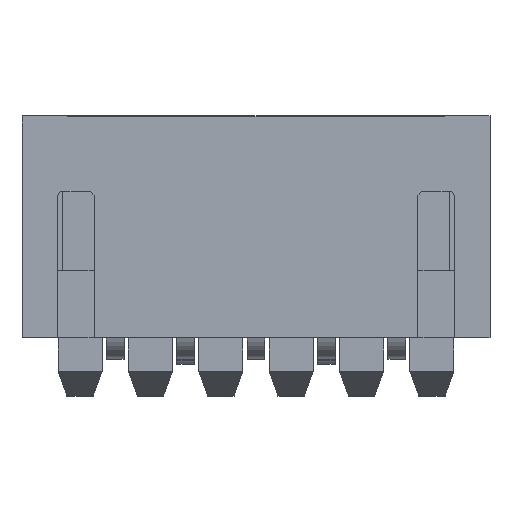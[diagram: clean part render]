
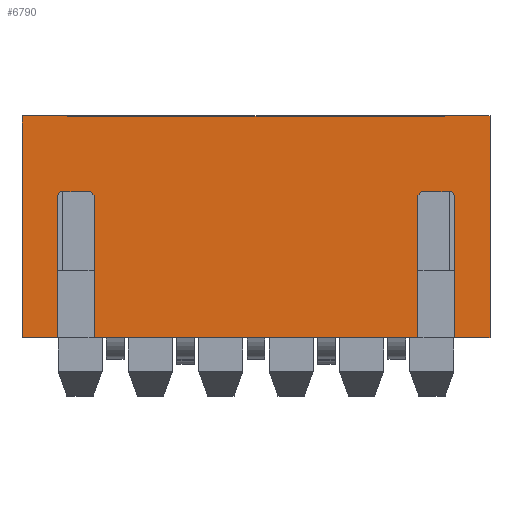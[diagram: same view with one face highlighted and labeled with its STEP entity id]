
A CAD part, top view. The second image highlights one B-rep face of the part: STEP entity #6790.
In plain terms, the highlighted planar face has unit normal (0, 0, 1).
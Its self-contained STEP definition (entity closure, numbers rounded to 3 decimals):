
#2133=DIRECTION('',(0.,-1.,0.));
#2134=VECTOR('',#2133,0.01);
#2135=CARTESIAN_POINT('',(-5.35,3.,3.95));
#2136=LINE('',#2135,#2134);
#2137=DIRECTION('',(1.,0.,0.));
#2138=VECTOR('',#2137,10.7);
#2139=CARTESIAN_POINT('',(-5.35,2.99,3.95));
#2140=LINE('',#2139,#2138);
#2141=DIRECTION('',(0.,-1.,0.));
#2142=VECTOR('',#2141,0.01);
#2143=CARTESIAN_POINT('',(5.35,3.,3.95));
#2144=LINE('',#2143,#2142);
#2145=DIRECTION('',(-1.,0.,0.));
#2146=VECTOR('',#2145,1.3);
#2147=CARTESIAN_POINT('',(6.65,3.,3.95));
#2148=LINE('',#2147,#2146);
#2149=DIRECTION('',(0.,1.,0.));
#2150=VECTOR('',#2149,6.3);
#2151=CARTESIAN_POINT('',(6.65,-3.3,3.95));
#2152=LINE('',#2151,#2150);
#2153=DIRECTION('',(1.,0.,0.));
#2154=VECTOR('',#2153,1.);
#2155=CARTESIAN_POINT('',(5.65,-3.3,3.95));
#2156=LINE('',#2155,#2154);
#2157=DIRECTION('',(0.,1.,0.));
#2158=VECTOR('',#2157,4.05);
#2159=CARTESIAN_POINT('',(5.65,-3.3,3.95));
#2160=LINE('',#2159,#2158);
#2161=DIRECTION('',(-0.707,0.707,0.));
#2162=VECTOR('',#2161,0.141);
#2163=CARTESIAN_POINT('',(5.65,0.75,3.95));
#2164=LINE('',#2163,#2162);
#2165=DIRECTION('',(-1.,0.,0.));
#2166=VECTOR('',#2165,0.85);
#2167=CARTESIAN_POINT('',(5.55,0.85,3.95));
#2168=LINE('',#2167,#2166);
#2169=DIRECTION('',(-0.707,-0.707,0.));
#2170=VECTOR('',#2169,0.141);
#2171=CARTESIAN_POINT('',(4.7,0.85,3.95));
#2172=LINE('',#2171,#2170);
#2173=DIRECTION('',(0.,-1.,0.));
#2174=VECTOR('',#2173,4.05);
#2175=CARTESIAN_POINT('',(4.6,0.75,3.95));
#2176=LINE('',#2175,#2174);
#2177=DIRECTION('',(1.,0.,0.));
#2178=VECTOR('',#2177,9.2);
#2179=CARTESIAN_POINT('',(-4.6,-3.3,3.95));
#2180=LINE('',#2179,#2178);
#2181=DIRECTION('',(0.,1.,0.));
#2182=VECTOR('',#2181,4.05);
#2183=CARTESIAN_POINT('',(-4.6,-3.3,3.95));
#2184=LINE('',#2183,#2182);
#2185=DIRECTION('',(-0.707,0.707,0.));
#2186=VECTOR('',#2185,0.141);
#2187=CARTESIAN_POINT('',(-4.6,0.75,3.95));
#2188=LINE('',#2187,#2186);
#2189=DIRECTION('',(-1.,0.,0.));
#2190=VECTOR('',#2189,0.85);
#2191=CARTESIAN_POINT('',(-4.7,0.85,3.95));
#2192=LINE('',#2191,#2190);
#2193=DIRECTION('',(-0.707,-0.707,0.));
#2194=VECTOR('',#2193,0.141);
#2195=CARTESIAN_POINT('',(-5.55,0.85,3.95));
#2196=LINE('',#2195,#2194);
#2197=DIRECTION('',(0.,-1.,0.));
#2198=VECTOR('',#2197,4.05);
#2199=CARTESIAN_POINT('',(-5.65,0.75,3.95));
#2200=LINE('',#2199,#2198);
#2201=DIRECTION('',(1.,0.,0.));
#2202=VECTOR('',#2201,1.);
#2203=CARTESIAN_POINT('',(-6.65,-3.3,3.95));
#2204=LINE('',#2203,#2202);
#2205=DIRECTION('',(0.,-1.,0.));
#2206=VECTOR('',#2205,6.3);
#2207=CARTESIAN_POINT('',(-6.65,3.,3.95));
#2208=LINE('',#2207,#2206);
#2209=DIRECTION('',(-1.,0.,0.));
#2210=VECTOR('',#2209,1.3);
#2211=CARTESIAN_POINT('',(-5.35,3.,3.95));
#2212=LINE('',#2211,#2210);
#2901=CARTESIAN_POINT('',(6.65,-3.3,3.95));
#2902=CARTESIAN_POINT('',(6.65,3.,3.95));
#2903=VERTEX_POINT('',#2901);
#2904=VERTEX_POINT('',#2902);
#2905=CARTESIAN_POINT('',(-6.65,3.,3.95));
#2906=CARTESIAN_POINT('',(-6.65,-3.3,3.95));
#2907=VERTEX_POINT('',#2905);
#2908=VERTEX_POINT('',#2906);
#2965=CARTESIAN_POINT('',(-5.65,0.75,3.95));
#2966=CARTESIAN_POINT('',(-5.65,-3.3,3.95));
#2967=VERTEX_POINT('',#2965);
#2968=VERTEX_POINT('',#2966);
#2969=CARTESIAN_POINT('',(-4.6,-3.3,3.95));
#2970=CARTESIAN_POINT('',(-4.6,0.75,3.95));
#2971=VERTEX_POINT('',#2969);
#2972=VERTEX_POINT('',#2970);
#2973=CARTESIAN_POINT('',(-4.7,0.85,3.95));
#2974=VERTEX_POINT('',#2973);
#2975=CARTESIAN_POINT('',(-5.55,0.85,3.95));
#2976=VERTEX_POINT('',#2975);
#2977=CARTESIAN_POINT('',(5.65,0.75,3.95));
#2978=CARTESIAN_POINT('',(5.55,0.85,3.95));
#2979=VERTEX_POINT('',#2977);
#2980=VERTEX_POINT('',#2978);
#2981=CARTESIAN_POINT('',(4.7,0.85,3.95));
#2982=VERTEX_POINT('',#2981);
#2983=CARTESIAN_POINT('',(4.6,0.75,3.95));
#2984=VERTEX_POINT('',#2983);
#2985=CARTESIAN_POINT('',(4.6,-3.3,3.95));
#2986=VERTEX_POINT('',#2985);
#2987=CARTESIAN_POINT('',(5.65,-3.3,3.95));
#2988=VERTEX_POINT('',#2987);
#3533=CARTESIAN_POINT('',(-5.35,3.,3.95));
#3534=CARTESIAN_POINT('',(-5.35,2.99,3.95));
#3535=VERTEX_POINT('',#3533);
#3536=VERTEX_POINT('',#3534);
#3537=CARTESIAN_POINT('',(5.35,3.,3.95));
#3538=CARTESIAN_POINT('',(5.35,2.99,3.95));
#3539=VERTEX_POINT('',#3537);
#3540=VERTEX_POINT('',#3538);
#6754=CARTESIAN_POINT('',(0.,0.,3.95));
#6755=DIRECTION('',(0.,0.,1.));
#6756=DIRECTION('',(-1.,0.,0.));
#6757=AXIS2_PLACEMENT_3D('',#6754,#6755,#6756);
#6758=PLANE('',#6757);
#6760=ORIENTED_EDGE('',*,*,#6759,.T.);
#6762=ORIENTED_EDGE('',*,*,#6761,.T.);
#6764=ORIENTED_EDGE('',*,*,#6763,.F.);
#6765=ORIENTED_EDGE('',*,*,#4019,.F.);
#6766=ORIENTED_EDGE('',*,*,#4236,.F.);
#6767=ORIENTED_EDGE('',*,*,#4318,.F.);
#6769=ORIENTED_EDGE('',*,*,#6768,.T.);
#6771=ORIENTED_EDGE('',*,*,#6770,.T.);
#6773=ORIENTED_EDGE('',*,*,#6772,.T.);
#6775=ORIENTED_EDGE('',*,*,#6774,.T.);
#6777=ORIENTED_EDGE('',*,*,#6776,.T.);
#6778=ORIENTED_EDGE('',*,*,#4310,.F.);
#6779=ORIENTED_EDGE('',*,*,#6664,.T.);
#6780=ORIENTED_EDGE('',*,*,#6749,.T.);
#6781=ORIENTED_EDGE('',*,*,#6736,.T.);
#6782=ORIENTED_EDGE('',*,*,#6722,.T.);
#6783=ORIENTED_EDGE('',*,*,#6708,.T.);
#6784=ORIENTED_EDGE('',*,*,#4302,.F.);
#6786=ORIENTED_EDGE('',*,*,#6785,.F.);
#6787=ORIENTED_EDGE('',*,*,#3991,.F.);
#6788=EDGE_LOOP('',(#6760,#6762,#6764,#6765,#6766,#6767,#6769,#6771,#6773,#6775,
#6777,#6778,#6779,#6780,#6781,#6782,#6783,#6784,#6786,#6787));
#6789=FACE_OUTER_BOUND('',#6788,.F.);
#6790=ADVANCED_FACE('',(#6789),#6758,.T.);
#3991=EDGE_CURVE('',#3535,#2907,#2212,.T.);
#4019=EDGE_CURVE('',#2904,#3539,#2148,.T.);
#4236=EDGE_CURVE('',#2903,#2904,#2152,.T.);
#4302=EDGE_CURVE('',#2908,#2968,#2204,.T.);
#4310=EDGE_CURVE('',#2971,#2986,#2180,.T.);
#4318=EDGE_CURVE('',#2988,#2903,#2156,.T.);
#6664=EDGE_CURVE('',#2971,#2972,#2184,.T.);
#6708=EDGE_CURVE('',#2967,#2968,#2200,.T.);
#6722=EDGE_CURVE('',#2976,#2967,#2196,.T.);
#6736=EDGE_CURVE('',#2974,#2976,#2192,.T.);
#6749=EDGE_CURVE('',#2972,#2974,#2188,.T.);
#6759=EDGE_CURVE('',#3535,#3536,#2136,.T.);
#6761=EDGE_CURVE('',#3536,#3540,#2140,.T.);
#6763=EDGE_CURVE('',#3539,#3540,#2144,.T.);
#6768=EDGE_CURVE('',#2988,#2979,#2160,.T.);
#6770=EDGE_CURVE('',#2979,#2980,#2164,.T.);
#6772=EDGE_CURVE('',#2980,#2982,#2168,.T.);
#6774=EDGE_CURVE('',#2982,#2984,#2172,.T.);
#6776=EDGE_CURVE('',#2984,#2986,#2176,.T.);
#6785=EDGE_CURVE('',#2907,#2908,#2208,.T.);
